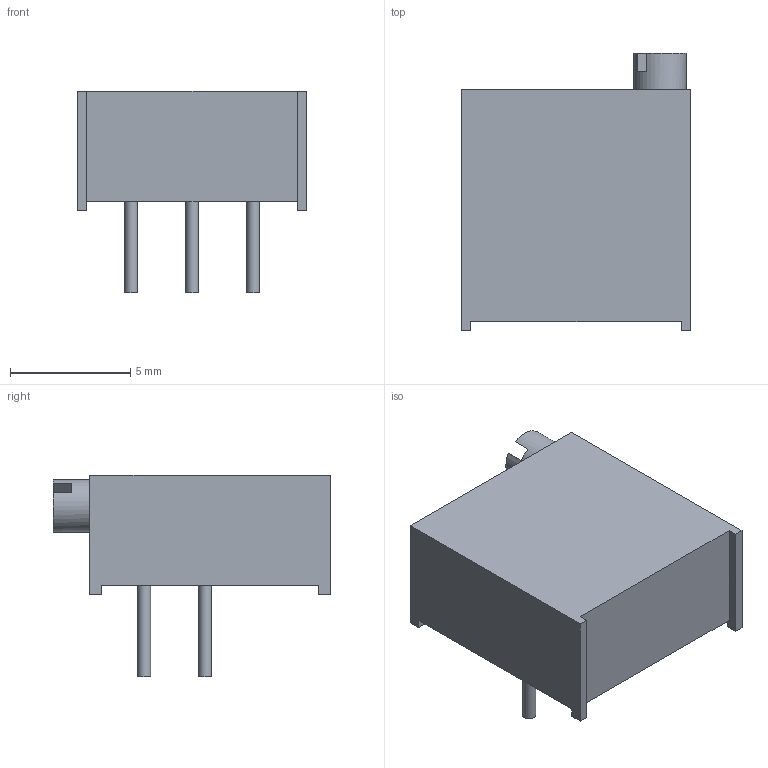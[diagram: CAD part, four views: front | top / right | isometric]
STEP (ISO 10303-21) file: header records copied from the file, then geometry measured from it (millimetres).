
FILE_DESCRIPTION(/* description */ (''),/* implementation_level */ '2;1');
FILE_NAME(/* name */ 'TRIM_BOURNS_3296P.stp',/* time_stamp */ '2016-06-27T18:00:12+02:00',/* author */ ('bcivel'),/* organization */ (''),/* preprocessor_version */ 'ST-DEVELOPER v16.1',/* originating_system */ 'AutoCAD Mechanical',/* authorisation */ '');
FILE_SCHEMA (('AUTOMOTIVE_DESIGN { 1 0 10303 214 3 1 1 }'));
Length unit declared in the file: millimetre
Products named in the file (1): Product
Bounding box: 9.53 x 11.55 x 8.38 mm (x, y, z)
Volume: 430.2 mm3; surface area: 410.9 mm2
Topology: 5 solids, 5 shells, 36 faces, 78 edges, 52 vertices
Faces by surface type: plane 32, cylinder 4
Full cylindrical faces by diameter (mm): 0.54 x3, 2.19 x1
Entity records: 986 total; most frequent: CARTESIAN_POINT 161, DIRECTION 158, ORIENTED_EDGE 146, EDGE_CURVE 73, LINE 62, VECTOR 62, VERTEX_POINT 51, AXIS2_PLACEMENT_3D 48
